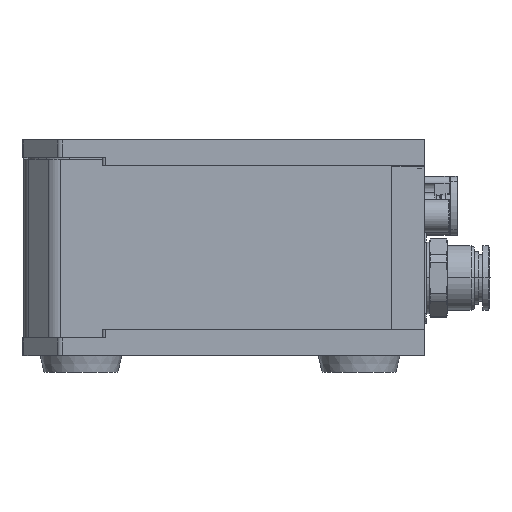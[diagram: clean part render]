
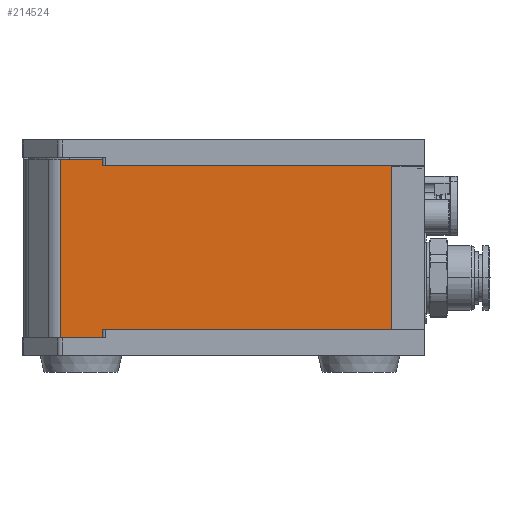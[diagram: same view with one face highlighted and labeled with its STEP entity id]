
A CAD part, left-side view. The second image highlights one B-rep face of the part: STEP entity #214524.
In plain terms, the highlighted face is planar.
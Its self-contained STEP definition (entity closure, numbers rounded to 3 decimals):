
#90021=PLANE('',#208908);
#107616=ORIENTED_EDGE('',*,*,#131572,.F.);
#107617=ORIENTED_EDGE('',*,*,#131563,.F.);
#107618=ORIENTED_EDGE('',*,*,#131571,.T.);
#107619=ORIENTED_EDGE('',*,*,#131521,.F.);
#113819=VECTOR('',#154772,1.);
#113851=VECTOR('',#154846,1.);
#113857=VECTOR('',#154862,1.);
#113858=VECTOR('',#154865,1.);
#118001=LINE('',#201058,#113819);
#118033=LINE('',#201141,#113851);
#118039=LINE('',#201156,#113857);
#118040=LINE('',#201158,#113858);
#123328=VERTEX_POINT('',#201055);
#123329=VERTEX_POINT('',#201057);
#123358=VERTEX_POINT('',#201138);
#123359=VERTEX_POINT('',#201140);
#131521=EDGE_CURVE('',#123328,#123329,#118001,.T.);
#131563=EDGE_CURVE('',#123358,#123359,#118033,.T.);
#131571=EDGE_CURVE('',#123358,#123329,#118039,.T.);
#131572=EDGE_CURVE('',#123359,#123328,#118040,.T.);
#136433=EDGE_LOOP('',(#107616,#107617,#107618,#107619));
#140961=FACE_BOUND('',#136433,.T.);
#154772=DIRECTION('',(0.,105.122,0.));
#154846=DIRECTION('',(0.,-105.122,0.));
#154862=DIRECTION('',(54.5,0.,0.));
#154863=DIRECTION('',(0.,0.,-1.));
#154864=DIRECTION('',(0.,1.,0.));
#154865=DIRECTION('',(54.5,0.,0.));
#201055=CARTESIAN_POINT('',(27.25,-53.7,0.));
#201057=CARTESIAN_POINT('',(27.25,51.422,0.));
#201058=CARTESIAN_POINT('',(27.25,-53.7,0.));
#201138=CARTESIAN_POINT('',(-27.25,51.422,0.));
#201140=CARTESIAN_POINT('',(-27.25,-53.7,0.));
#201141=CARTESIAN_POINT('',(-27.25,51.422,0.));
#201156=CARTESIAN_POINT('',(-27.25,51.422,0.));
#201157=CARTESIAN_POINT('',(-27.25,-53.7,0.));
#201158=CARTESIAN_POINT('',(-27.25,-53.7,0.));
#208908=AXIS2_PLACEMENT_3D('',#201157,#154863,#154864);
#214524=ADVANCED_FACE('',(#140961),#90021,.T.);
